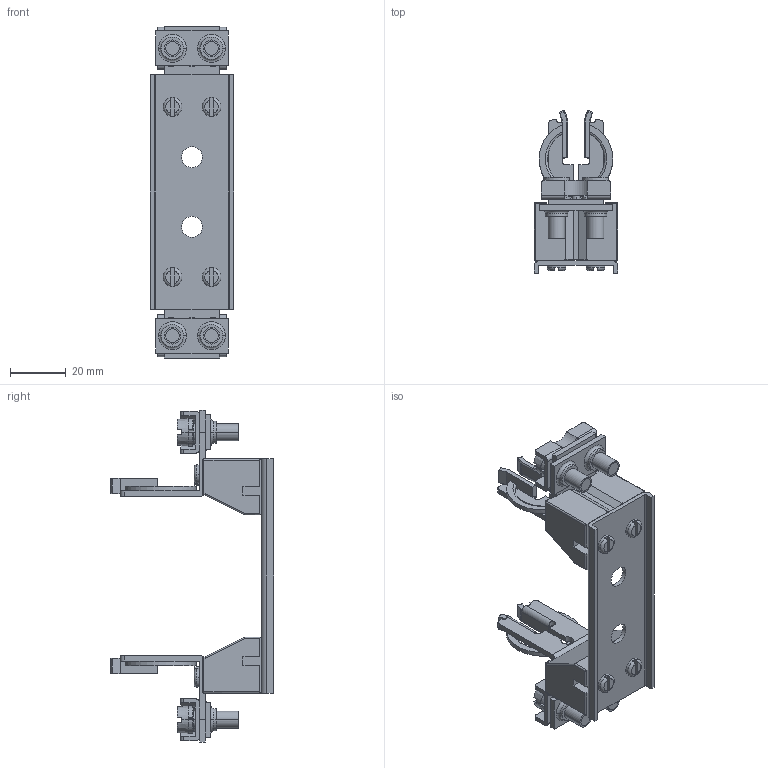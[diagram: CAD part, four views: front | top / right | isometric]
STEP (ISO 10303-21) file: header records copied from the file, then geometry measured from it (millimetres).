
FILE_DESCRIPTION((''),'2;1');
FILE_NAME('004123000_PK00_M8-M8_1P_S_ASM','2023-10-20T09:03:20',('klemen.sitar'),('Audax d.o.o.'),'CREO PARAMETRIC BY PTC INC, 2021304','CREO PARAMETRIC BY PTC INC, 2021304','');
FILE_SCHEMA(('AP242_MANAGED_MODEL_BASED_3D_ENGINEERING_MIM_LF { 1 0 10303 442 1 1 4 }'));
Length unit declared in the file: millimetre
Products named in the file (19): 0000030997_1_1; 0000046517_1_1; 0000031008_AF0_1_1_2_3_4_1; 0000031008_AF1_1_1; 0000031022_1_1; PRT0113_1; 0000031005_1_1_1; 0000031003_1_1_1; 0000032833_1_1_1; 0000046562_1_1_1; 0000046571_ASM_1_ASM_1_1_ASM; 2M6_1_ASM; PRT0004_1_1; PRT0004_1_2; PRT0004_1_3; PRT0004_1_ASM; ASM0002_ASM_1_ASM; ETI_LOGO_13_2X7_71MM_ASM; 004123000_PK00_M8-M8_1P_S_ASM
Assembly tree (30 placements, depth 5):
  004123000_PK00_M8-M8_1P_S_ASM
    0000030997_1_1  x2
    0000046517_1_1  x2
    0000031008_AF0_1_1_2_3_4_1
    0000031008_AF1_1_1
    0000031022_1_1  x8
    PRT0113_1
    2M6_1_ASM
      0000046571_ASM_1_ASM_1_1_ASM  x2
        0000031005_1_1_1
        0000031003_1_1_1
        0000032833_1_1_1
        0000046562_1_1_1
    ETI_LOGO_13_2X7_71MM_ASM
      ASM0002_ASM_1_ASM
        PRT0004_1_ASM
          PRT0004_1_1
          PRT0004_1_2
          PRT0004_1_3
Bounding box: 30 x 58.5 x 119 mm (x, y, z)
Volume: 36431.2 mm3; surface area: 31232.5 mm2
Topology: 30 solids, 42 shells, 837 faces, 2406 edges, 1620 vertices
Faces by surface type: plane 433, cylinder 266, torus 70, cone 32, bspline 28, sphere 8
Entity records: 23344 total; most frequent: CARTESIAN_POINT 3626, DIRECTION 2318, ORIENTED_EDGE 2318, PRESENTATION_STYLE_ASSIGNMENT 1549, STYLED_ITEM 1549, EDGE_CURVE 1165, CURVE_STYLE 1149, AXIS2_PLACEMENT_3D 816
